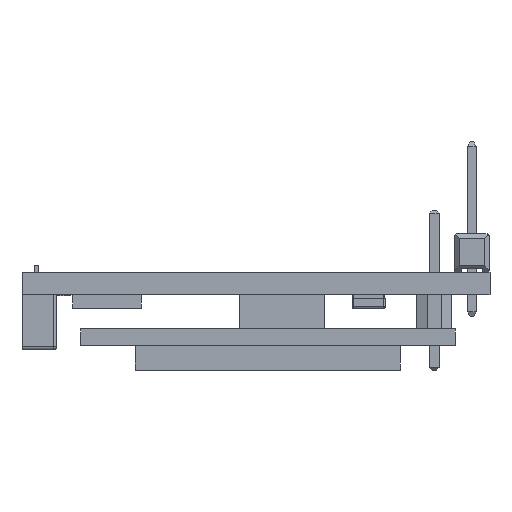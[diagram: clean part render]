
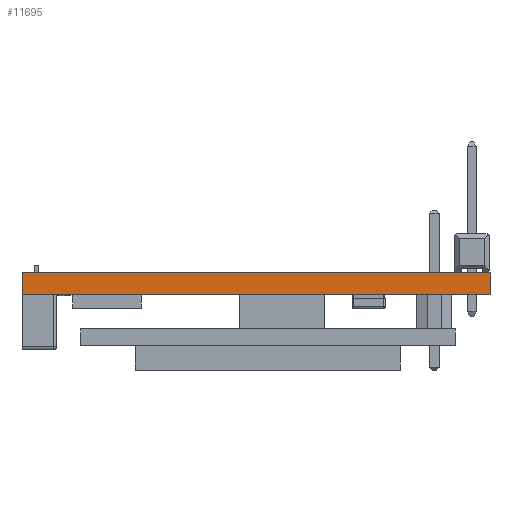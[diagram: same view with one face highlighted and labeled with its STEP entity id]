
A CAD part, left-side view. The second image highlights one B-rep face of the part: STEP entity #11695.
In plain terms, the highlighted planar face has unit normal (-1, 0, 0).
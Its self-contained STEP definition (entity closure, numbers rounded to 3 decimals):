
#1497=FACE_OUTER_BOUND('',#2406,.T.);
#2406=EDGE_LOOP('',(#7974,#7975,#7976,#7977));
#3654=VERTEX_POINT('',#23404);
#3657=VERTEX_POINT('',#23409);
#3658=VERTEX_POINT('',#23413);
#3660=VERTEX_POINT('',#23416);
#5237=EDGE_CURVE('',#3657,#3654,#13148,.T.);
#5239=EDGE_CURVE('',#3660,#3658,#13150,.T.);
#5242=EDGE_CURVE('',#3654,#3658,#13153,.T.);
#5243=EDGE_CURVE('',#3660,#3657,#13154,.T.);
#7974=ORIENTED_EDGE('',*,*,#5239,.T.);
#7975=ORIENTED_EDGE('',*,*,#5242,.F.);
#7976=ORIENTED_EDGE('',*,*,#5237,.F.);
#7977=ORIENTED_EDGE('',*,*,#5243,.F.);
#10924=PLANE('',#16452);
#11695=ADVANCED_FACE('',(#1497),#10924,.T.);
#13148=LINE('',#23411,#14965);
#13150=LINE('',#23417,#14967);
#13153=LINE('',#23422,#14970);
#13154=LINE('',#23423,#14971);
#14965=VECTOR('',#18661,1.6);
#14967=VECTOR('',#18665,1.6);
#14970=VECTOR('',#18670,34.);
#14971=VECTOR('',#18671,34.);
#16452=AXIS2_PLACEMENT_3D('',#23421,#18668,#18669);
#18661=DIRECTION('',(0.,0.,1.));
#18665=DIRECTION('',(0.,0.,1.));
#18668=DIRECTION('center_axis',(-1.,0.,
0.));
#18669=DIRECTION('ref_axis',(0.,-1.,0.));
#18670=DIRECTION('',(0.,-1.,0.));
#18671=DIRECTION('',(0.,1.,0.));
#23404=CARTESIAN_POINT('',(-40.226,22.881,0.599));
#23409=CARTESIAN_POINT('',(-40.226,22.881,-1.001));
#23411=CARTESIAN_POINT('',(-40.226,22.881,-1.001));
#23413=CARTESIAN_POINT('',(-40.226,-11.119,0.599));
#23416=CARTESIAN_POINT('',(-40.226,-11.119,-1.001));
#23417=CARTESIAN_POINT('',(-40.226,-11.119,-1.001));
#23421=CARTESIAN_POINT('Origin',(-40.226,19.381,-1.001));
#23422=CARTESIAN_POINT('',(-40.226,-12.619,0.599));
#23423=CARTESIAN_POINT('',(-40.226,-12.619,-1.001));
